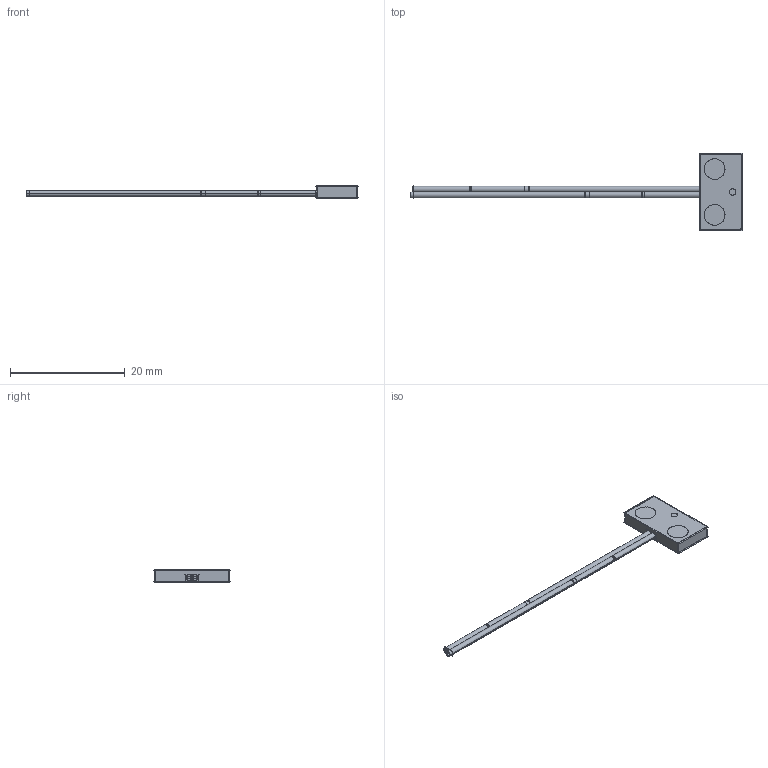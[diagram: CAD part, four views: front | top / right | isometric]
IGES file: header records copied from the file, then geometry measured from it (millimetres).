
Start section:  PTC IGES file: 195498.igs
Global section: file name: 195498.igs; native system: Creo Parametric by Parametric Technology Corporation; preprocessor: 2016010; author: PDMAdmin; organization: Unknown; date: 20160622.141753; units: millimetre
Bounding box: 57.85 x 13.47 x 2.11 mm (x, y, z)
Volume: 213.4 mm3; surface area: 3868 mm2
Topology: 3 solids, 5 shells, 110 faces, 576 edges, 756 vertices
Faces by surface type: revolution 64, bspline 46
